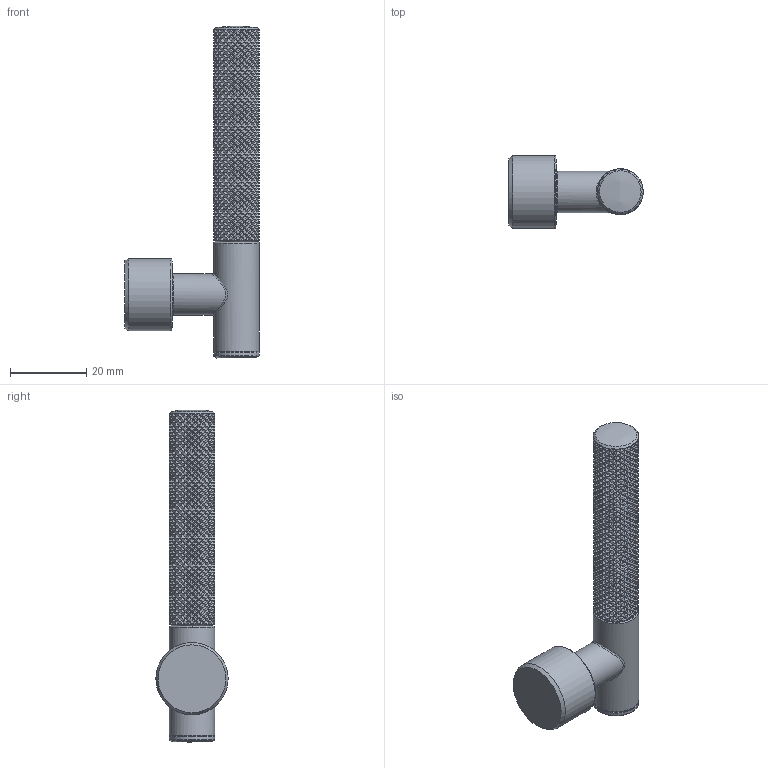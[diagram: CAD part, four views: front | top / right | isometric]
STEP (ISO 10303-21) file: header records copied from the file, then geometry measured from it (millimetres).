
FILE_DESCRIPTION(/* description */ ('Unknown'),/* implementation_level */ '2;1');
FILE_NAME(/* name */ '48646000',/* time_stamp */ '2023-07-27T11:09:15+02:00',/* author */ ('Unknown'),/* organization */ ('GROHE AG'),/* preprocessor_version */ 'ST-DEVELOPER v16.7',/* originating_system */ 'DEX',/* authorisation */ $);
FILE_SCHEMA (('AUTOMOTIVE_DESIGN {1 0 10303 214 3 1 1}'));
Length unit declared in the file: millimetre
Products named in the file (4): 48646000; 48646000_0; id6644
Assembly tree (3 placements, depth 2):
  48646000
    48646000
    48646000_0
    id6644
Bounding box: 35.34 x 19 x 87.35 mm (x, y, z)
Volume: 6121.8 mm3; surface area: 6285.8 mm2
Topology: 2 solids, 4 shells, 6587 faces, 13296 edges, 6648 vertices
Faces by surface type: cylinder 5614, bspline 556, sphere 352, plane 45, torus 14, cone 6
Full cylindrical faces by diameter (mm): 10.899 x1, 12 x2, 19 x1
Entity records: 188990 total; most frequent: CARTESIAN_POINT 78456, ORIENTED_EDGE 26395, DIRECTION 16412, EDGE_CURVE 13199, B_SPLINE_CURVE_WITH_KNOTS 11027, AXIS2_PLACEMENT_3D 8205, VERTEX_POINT 6636, FACE_BOUND 6605
